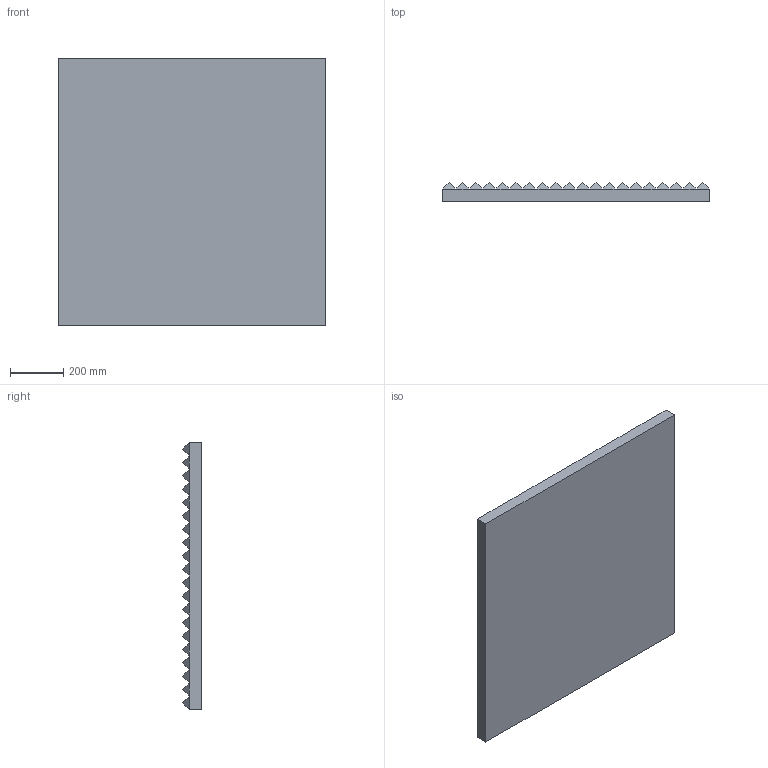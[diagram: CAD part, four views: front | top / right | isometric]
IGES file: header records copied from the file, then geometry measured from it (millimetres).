
Start section: SolidWorks IGES file using analytic representation for surfaces
Global section: file name: 019870.IGS; native system: SolidWorks 2011; preprocessor: SolidWorks 2011; author: martinb; date: 110516.122023; units: millimetre
Bounding box: 1000 x 70 x 1000 mm (x, y, z)
Volume: 53333333.3 mm3; surface area: 2594213.6 mm2
Topology: 1 solids, 1 shells, 1605 faces, 2448 edges, 845 vertices
Faces by surface type: plane 1605
